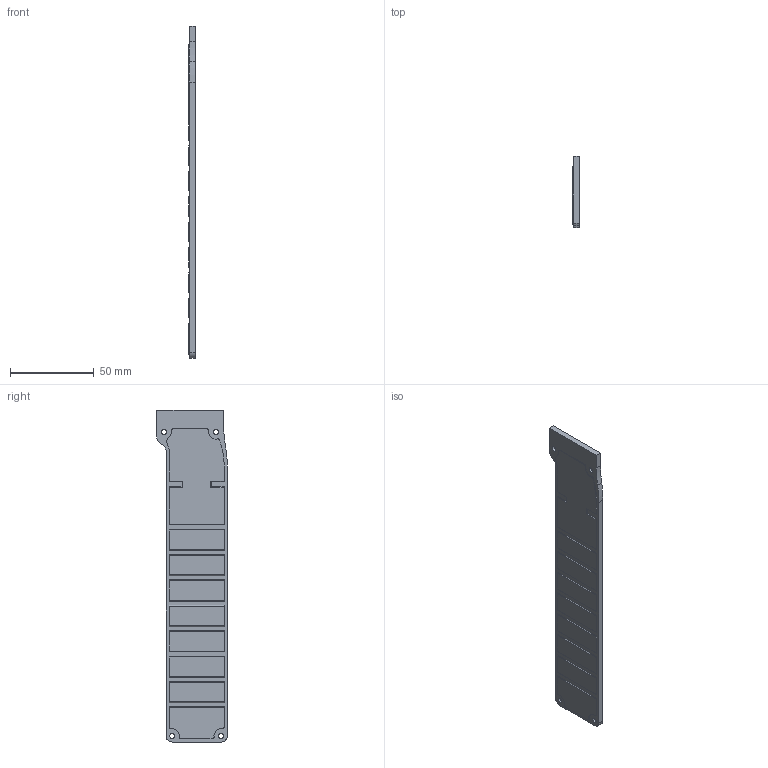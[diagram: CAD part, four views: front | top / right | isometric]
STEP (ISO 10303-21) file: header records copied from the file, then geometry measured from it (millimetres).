
FILE_DESCRIPTION(/* description */ (''),/* implementation_level */ '2;1');
FILE_NAME(/* name */ 'ServoBoxLid.step',/* time_stamp */ '2023-07-22T22:10:02+02:00',/* author */ (''),/* organization */ (''),/* preprocessor_version */ 'ST-DEVELOPER v19.2',/* originating_system */ 'Autodesk Translation Framework v12.6.0.85',/* authorisation */ '');
FILE_SCHEMA (('AUTOMOTIVE_DESIGN { 1 0 10303 214 3 1 1 }'));
Length unit declared in the file: millimetre
Products named in the file (1): Servo case lid
Bounding box: 4 x 42.12 x 198.49 mm (x, y, z)
Volume: 27671.2 mm3; surface area: 16822.2 mm2
Topology: 1 solids, 1 shells, 158 faces, 431 edges, 286 vertices
Faces by surface type: plane 83, bspline 46, cylinder 25, cone 4
Full cylindrical faces by diameter (mm): 3 x4
Entity records: 5453 total; most frequent: CARTESIAN_POINT 1658, ORIENTED_EDGE 862, DIRECTION 619, EDGE_CURVE 431, VERTEX_POINT 286, LINE 285, VECTOR 285, EDGE_LOOP 177
